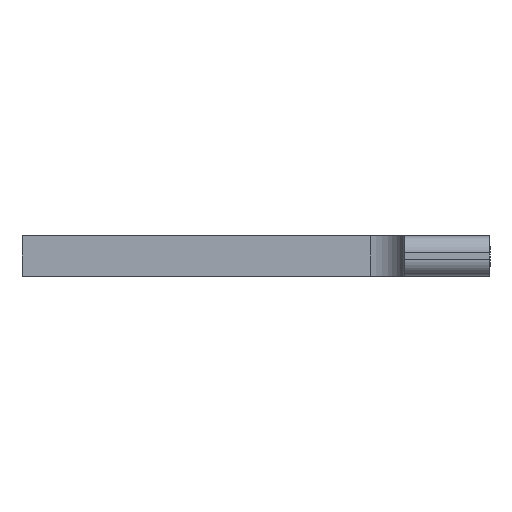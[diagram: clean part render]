
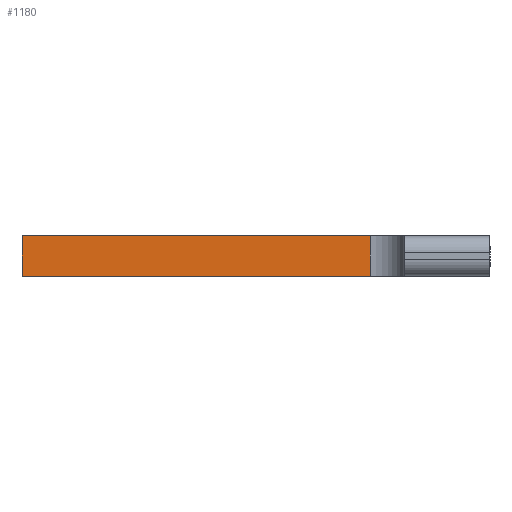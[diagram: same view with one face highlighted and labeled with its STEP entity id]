
A CAD part, left-side view. The second image highlights one B-rep face of the part: STEP entity #1180.
In plain terms, the highlighted planar face has unit normal (-1, 0, 0).
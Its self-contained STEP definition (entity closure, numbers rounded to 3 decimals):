
#142 = PLANE ( 'NONE',  #3697 ) ;
#187 = LINE ( 'NONE', #636, #903 ) ;
#322 = CARTESIAN_POINT ( 'NONE',  ( -465., 30., 12. ) ) ;
#367 = CARTESIAN_POINT ( 'NONE',  ( -465., 30., 12. ) ) ;
#396 = LINE ( 'NONE', #2920, #1092 ) ;
#400 = DIRECTION ( 'NONE',  ( 0., 0., -1. ) ) ;
#570 = CARTESIAN_POINT ( 'NONE',  ( -465., 132., 0. ) ) ;
#636 = CARTESIAN_POINT ( 'NONE',  ( -465., 30., 12. ) ) ;
#736 = DIRECTION ( 'NONE',  ( 0., -1., 0. ) ) ;
#819 = DIRECTION ( 'NONE',  ( 0., -1., 0. ) ) ;
#896 = ORIENTED_EDGE ( 'NONE', *, *, #2228, .F. ) ;
#903 = VECTOR ( 'NONE', #2956, 1000. ) ;
#1011 = CARTESIAN_POINT ( 'NONE',  ( -465., 30., 0. ) ) ;
#1085 = VECTOR ( 'NONE', #819, 1000. ) ;
#1092 = VECTOR ( 'NONE', #400, 1000. ) ;
#1180 = ADVANCED_FACE ( 'NONE', ( #1844 ), #142, .F. ) ;
#1313 = DIRECTION ( 'NONE',  ( 0., 0., -1. ) ) ;
#1320 = CARTESIAN_POINT ( 'NONE',  ( -465., 30., 0. ) ) ;
#1802 = CARTESIAN_POINT ( 'NONE',  ( -465., 132., 12. ) ) ;
#1844 = FACE_OUTER_BOUND ( 'NONE', #2461, .T. ) ;
#1913 = ORIENTED_EDGE ( 'NONE', *, *, #3083, .F. ) ;
#2228 = EDGE_CURVE ( 'NONE', #2767, #2344, #187, .T. ) ;
#2344 = VERTEX_POINT ( 'NONE', #1320 ) ;
#2367 = ORIENTED_EDGE ( 'NONE', *, *, #3728, .T. ) ;
#2461 = EDGE_LOOP ( 'NONE', ( #2367, #896, #1913, #3480 ) ) ;
#2571 = LINE ( 'NONE', #3713, #1085 ) ;
#2589 = VERTEX_POINT ( 'NONE', #570 ) ;
#2704 = LINE ( 'NONE', #1011, #3641 ) ;
#2748 = DIRECTION ( 'NONE',  ( 1., 0., 0. ) ) ;
#2767 = VERTEX_POINT ( 'NONE', #322 ) ;
#2784 = EDGE_CURVE ( 'NONE', #3280, #2589, #396, .T. ) ;
#2920 = CARTESIAN_POINT ( 'NONE',  ( -465., 132., 12. ) ) ;
#2956 = DIRECTION ( 'NONE',  ( 0., 0., -1. ) ) ;
#3083 = EDGE_CURVE ( 'NONE', #3280, #2767, #2571, .T. ) ;
#3280 = VERTEX_POINT ( 'NONE', #1802 ) ;
#3480 = ORIENTED_EDGE ( 'NONE', *, *, #2784, .T. ) ;
#3641 = VECTOR ( 'NONE', #736, 1000. ) ;
#3697 = AXIS2_PLACEMENT_3D ( 'NONE', #367, #2748, #1313 ) ;
#3713 = CARTESIAN_POINT ( 'NONE',  ( -465., 30., 12. ) ) ;
#3728 = EDGE_CURVE ( 'NONE', #2589, #2344, #2704, .T. ) ;
